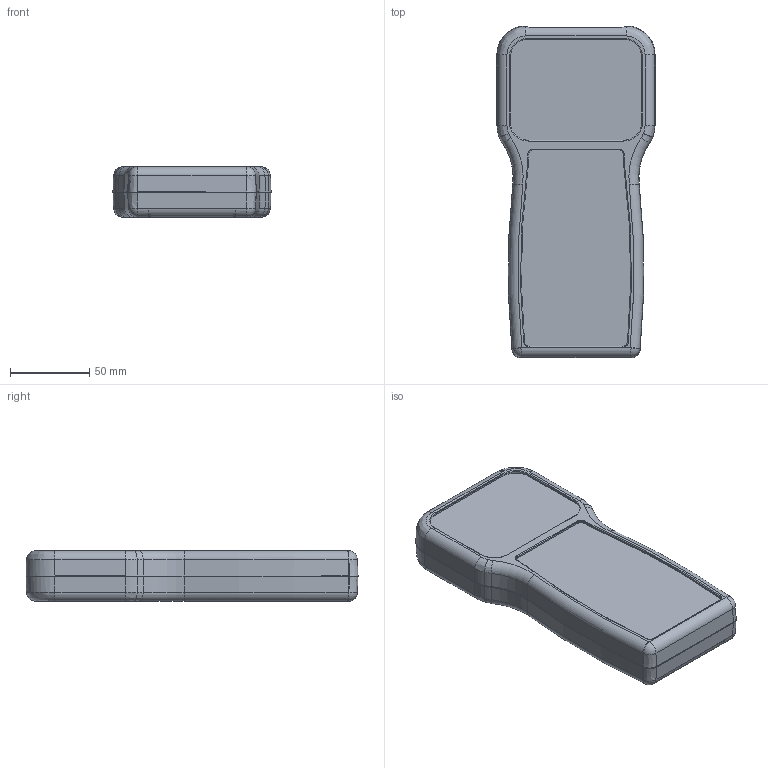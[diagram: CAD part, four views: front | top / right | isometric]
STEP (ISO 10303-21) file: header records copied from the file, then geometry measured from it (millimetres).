
FILE_DESCRIPTION(/* description */ (''),/* implementation_level */ '2;1');
FILE_NAME(/* name */ '1553TBAT.iam.stp',/* time_stamp */ '2015-12-22T09:05:16-05:00',/* author */ ('lwalsh'),/* organization */ (''),/* preprocessor_version */ 'ST-DEVELOPER v16.1',/* originating_system */ 'Autodesk Inventor 2016',/* authorisation */ '');
FILE_SCHEMA (('AUTOMOTIVE_DESIGN { 1 0 10303 214 3 1 1 }'));
Products named in the file (15): 1553TBAT BOTTOM; 1553TBAT TOP; 1553C FRONT Panel; 1553TBAT DOOR; 1553TBAT PCB Board; SC501 (screw M3-0.5X 18mm FH); M3 PLASTIC INSERT (SERIES 19 LONG); 1553T BOTTOM GRIP; 1553T TOP GRIP; 9V BS61 CLIP; 9V Battery; AA battery; Negative Spring Clip; Positive Spring Clip; 1553TBAT
Assembly tree (33 placements, depth 2):
  9V BS61 CLIP
  1553TBAT
    1553TBAT BOTTOM
    1553TBAT TOP
    1553C FRONT Panel
    1553TBAT DOOR
    1553TBAT PCB Board
    SC501 (screw M3-0.5X 18mm FH)  x6
    M3 PLASTIC INSERT (SERIES 19 LONG)  x6
    1553T BOTTOM GRIP
    1553T TOP GRIP
    9V Battery  x2
    AA battery  x4
    Negative Spring Clip  x4
    Positive Spring Clip  x4
Bounding box: 100 x 209.97 x 32 mm (x, y, z)
Volume: 255401.8 mm3; surface area: 201152.9 mm2
Topology: 37 solids, 37 shells, 2045 faces, 5189 edges, 3361 vertices
Faces by surface type: plane 1069, cylinder 371, cone 248, torus 179, bspline 174, sphere 4
Full cylindrical faces by diameter (mm): 1.5 x4, 2.3 x6, 2.5 x6, 2.88 x6, 3 x10, 3.8 x2, 3.81 x12, 3.912 x6, 4.318 x6, 4.5 x6, 4.572 x6, 4.775 x6, 5 x2, 5.25 x4, 5.7 x2, 5.8 x2, 14 x4
Entity records: 46467 total; most frequent: CARTESIAN_POINT 13378, ORIENTED_EDGE 6870, DIRECTION 6519, EDGE_CURVE 3435, AXIS2_PLACEMENT_3D 2347, VERTEX_POINT 2303, LINE 1825, VECTOR 1825
